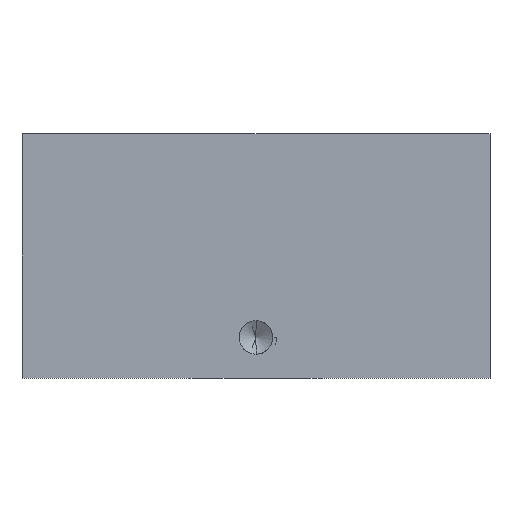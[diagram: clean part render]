
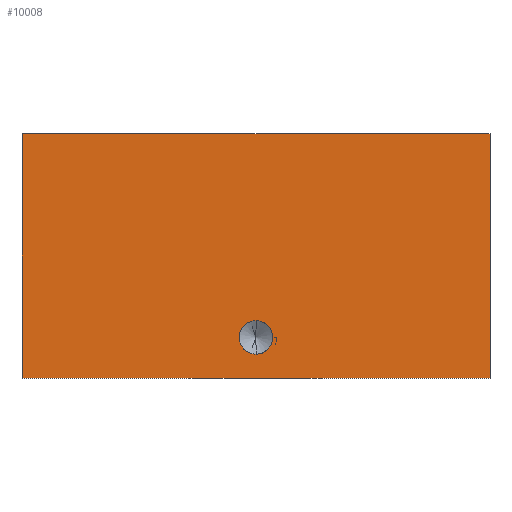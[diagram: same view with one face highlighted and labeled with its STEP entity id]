
A CAD part, front view. The second image highlights one B-rep face of the part: STEP entity #10008.
In plain terms, the highlighted planar face has unit normal (0, -1, 0).
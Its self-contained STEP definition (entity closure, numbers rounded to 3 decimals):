
#1273 = ORIENTED_EDGE ( 'NONE', *, *, #9266, .F. ) ;
#1815 = DIRECTION ( 'NONE',  ( 0., 1., 0. ) ) ;
#2492 = EDGE_CURVE ( 'NONE', #21940, #25817, #29195, .T. ) ;
#2643 = CIRCLE ( 'NONE', #30922, 1.65 ) ;
#2787 = AXIS2_PLACEMENT_3D ( 'NONE', #4524, #1815, #23290 ) ;
#2894 = VERTEX_POINT ( 'NONE', #9589 ) ;
#3146 = LINE ( 'NONE', #5685, #12196 ) ;
#3643 = CARTESIAN_POINT ( 'NONE',  ( 0., -33., 4. ) ) ;
#4247 = LINE ( 'NONE', #30783, #19226 ) ;
#4271 = DIRECTION ( 'NONE',  ( 0., -1., 0. ) ) ;
#4524 = CARTESIAN_POINT ( 'NONE',  ( -23., -33., 24. ) ) ;
#4991 = CARTESIAN_POINT ( 'NONE',  ( 0., -33., 4. ) ) ;
#5685 = CARTESIAN_POINT ( 'NONE',  ( -23., -33., 24. ) ) ;
#5720 = ORIENTED_EDGE ( 'NONE', *, *, #2492, .T. ) ;
#5940 = DIRECTION ( 'NONE',  ( 1., 0., 0. ) ) ;
#6185 = DIRECTION ( 'NONE',  ( 0., -1., 0. ) ) ;
#6434 = EDGE_CURVE ( 'NONE', #7500, #10491, #2643, .T. ) ;
#6497 = CARTESIAN_POINT ( 'NONE',  ( -23., -33., 0. ) ) ;
#7074 = FACE_BOUND ( 'NONE', #7978, .T. ) ;
#7334 = ORIENTED_EDGE ( 'NONE', *, *, #27311, .F. ) ;
#7500 = VERTEX_POINT ( 'NONE', #30881 ) ;
#7601 = DIRECTION ( 'NONE',  ( 1., 0., 0. ) ) ;
#7978 = EDGE_LOOP ( 'NONE', ( #15981, #1273, #10817 ) ) ;
#9175 = DIRECTION ( 'NONE',  ( 0., 0., -1. ) ) ;
#9266 = EDGE_CURVE ( 'NONE', #2894, #7500, #25236, .T. ) ;
#9439 = DIRECTION ( 'NONE',  ( 0., -1., 0. ) ) ;
#9589 = CARTESIAN_POINT ( 'NONE',  ( 0., -33., 2.35 ) ) ;
#9647 = AXIS2_PLACEMENT_3D ( 'NONE', #11703, #4271, #28725 ) ;
#10008 = ADVANCED_FACE ( 'NONE', ( #7074, #11944 ), #26143, .F. ) ;
#10129 = CARTESIAN_POINT ( 'NONE',  ( -23., -33., 0. ) ) ;
#10491 = VERTEX_POINT ( 'NONE', #23255 ) ;
#10589 = CARTESIAN_POINT ( 'NONE',  ( 23., -33., 0. ) ) ;
#10817 = ORIENTED_EDGE ( 'NONE', *, *, #19629, .F. ) ;
#11703 = CARTESIAN_POINT ( 'NONE',  ( 0., -33., 4. ) ) ;
#11944 = FACE_OUTER_BOUND ( 'NONE', #26445, .T. ) ;
#12196 = VECTOR ( 'NONE', #29512, 1000. ) ;
#12250 = DIRECTION ( 'NONE',  ( 0., 0., -1. ) ) ;
#13265 = CARTESIAN_POINT ( 'NONE',  ( 23., -33., 24. ) ) ;
#13556 = VECTOR ( 'NONE', #7601, 1000. ) ;
#14917 = AXIS2_PLACEMENT_3D ( 'NONE', #3643, #6185, #15794 ) ;
#15794 = DIRECTION ( 'NONE',  ( 0., 0., -1. ) ) ;
#15957 = ORIENTED_EDGE ( 'NONE', *, *, #30034, .T. ) ;
#15981 = ORIENTED_EDGE ( 'NONE', *, *, #6434, .F. ) ;
#17580 = VERTEX_POINT ( 'NONE', #22645 ) ;
#19033 = ORIENTED_EDGE ( 'NONE', *, *, #30354, .F. ) ;
#19226 = VECTOR ( 'NONE', #9175, 1000. ) ;
#19629 = EDGE_CURVE ( 'NONE', #10491, #2894, #24481, .T. ) ;
#21940 = VERTEX_POINT ( 'NONE', #6497 ) ;
#22645 = CARTESIAN_POINT ( 'NONE',  ( -23., -33., 24. ) ) ;
#23255 = CARTESIAN_POINT ( 'NONE',  ( 0., -33., 5.65 ) ) ;
#23290 = DIRECTION ( 'NONE',  ( 0., 0., 1. ) ) ;
#24481 = CIRCLE ( 'NONE', #14917, 1.65 ) ;
#24721 = LINE ( 'NONE', #29757, #27508 ) ;
#25236 = CIRCLE ( 'NONE', #9647, 1.65 ) ;
#25817 = VERTEX_POINT ( 'NONE', #10589 ) ;
#26143 = PLANE ( 'NONE',  #2787 ) ;
#26445 = EDGE_LOOP ( 'NONE', ( #5720, #19033, #7334, #15957 ) ) ;
#26533 = VERTEX_POINT ( 'NONE', #13265 ) ;
#27311 = EDGE_CURVE ( 'NONE', #17580, #26533, #24721, .T. ) ;
#27508 = VECTOR ( 'NONE', #5940, 1000. ) ;
#28725 = DIRECTION ( 'NONE',  ( 0., 0., -1. ) ) ;
#29195 = LINE ( 'NONE', #10129, #13556 ) ;
#29512 = DIRECTION ( 'NONE',  ( 0., 0., -1. ) ) ;
#29757 = CARTESIAN_POINT ( 'NONE',  ( -23., -33., 24. ) ) ;
#30034 = EDGE_CURVE ( 'NONE', #17580, #21940, #3146, .T. ) ;
#30354 = EDGE_CURVE ( 'NONE', #26533, #25817, #4247, .T. ) ;
#30783 = CARTESIAN_POINT ( 'NONE',  ( 23., -33., 24. ) ) ;
#30881 = CARTESIAN_POINT ( 'NONE',  ( 1.65, -33., 4. ) ) ;
#30922 = AXIS2_PLACEMENT_3D ( 'NONE', #4991, #9439, #12250 ) ;
